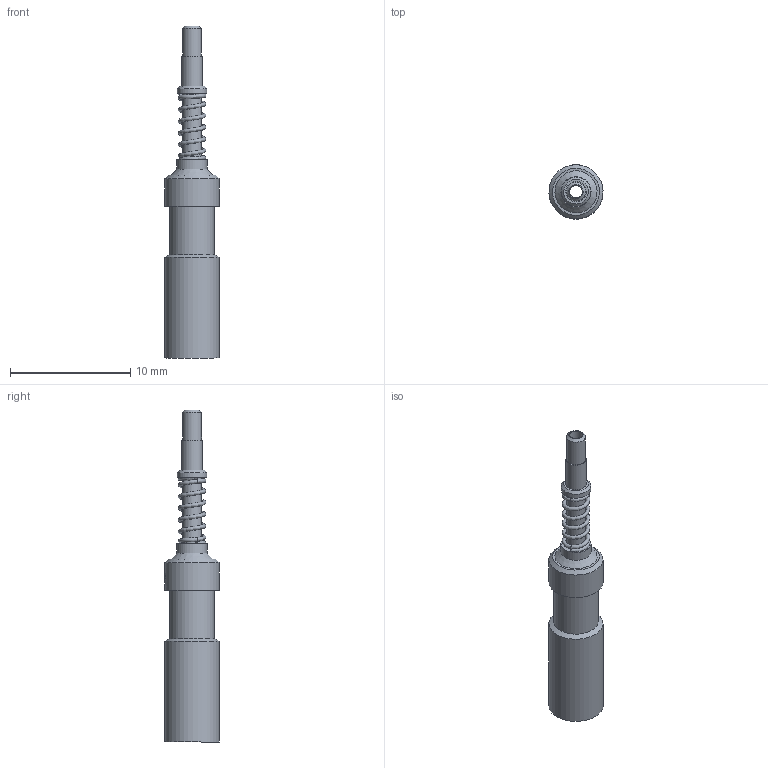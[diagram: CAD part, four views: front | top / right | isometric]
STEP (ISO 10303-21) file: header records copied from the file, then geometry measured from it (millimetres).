
FILE_DESCRIPTION(/* description */ (''),/* implementation_level */ '2;1');
FILE_NAME(/* name */ '100719323ugm000_b.stp',/* time_stamp */ '2017-10-27T14:17:28+02:00',/* author */ (''),/* organization */ (''),/* preprocessor_version */ 'ST-DEVELOPER v16',/* originating_system */ 'SIEMENS PLM Software NX 10.0',/* authorisation */ '');
FILE_SCHEMA (('AUTOMOTIVE_DESIGN { 1 0 10303 214 3 1 1 1 }'));
Length unit declared in the file: millimetre
Products named in the file (1): 100719323ugm000_b
Bounding box: 4.5 x 4.5 x 27.6 mm (x, y, z)
Volume: 197.9 mm3; surface area: 554.5 mm2
Topology: 1 solids, 1 shells, 47 faces, 140 edges, 119 vertices
Faces by surface type: cylinder 26, plane 11, cone 7, bspline 3
Full cylindrical faces by diameter (mm): 1.05 x1, 1.58 x2, 1.6 x1, 1.7 x1, 2.4 x1, 2.45 x1, 2.5 x1, 3.7 x1, 4.5 x2
Entity records: 3033 total; most frequent: CARTESIAN_POINT 1709, ORIENTED_EDGE 238, DIRECTION 158, EDGE_CURVE 119, VERTEX_POINT 117, EDGE_LOOP 94, B_SPLINE_CURVE_WITH_KNOTS 84, FACE_BOUND 82
